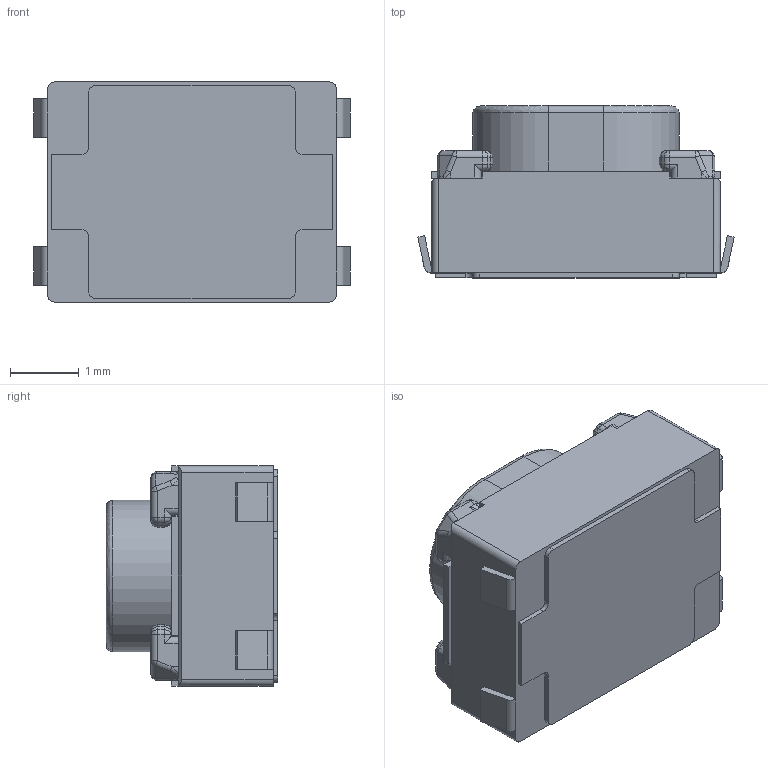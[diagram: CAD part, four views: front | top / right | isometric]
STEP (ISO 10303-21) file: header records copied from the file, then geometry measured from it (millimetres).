
FILE_DESCRIPTION(('CAx-IF Rec.Pracs.---Model Styling and Organization---1.5---2016-08-15','CAx-IF Rec.Pracs.---Geometric and Assembly Validation Properties---4.4---2016-08-17','CAx-IF Rec.Pracs.---User Defined Attributes---1.5---2016-08-15','CAx-IF Rec.Pracs.---External References---2.1---2005-01-19'),'2;1');
FILE_NAME('13010270.step','2024-12-12T09:06:38',('Unspecified'),('Unspecified'),'CAD Exchanger 3.10.2 (cadexchanger.com)','Unspecified','');
FILE_SCHEMA(('AUTOMOTIVE_DESIGN { 1 0 10303 214 1 1 1 1 }'));
Length unit declared in the file: millimetre
Products named in the file (1): SKRPAB
Bounding box: 4.6 x 2.5 x 3.2 mm (x, y, z)
Volume: 26.3 mm3; surface area: 66.1 mm2
Topology: 1 solids, 1 shells, 301 faces, 764 edges, 436 vertices
Faces by surface type: cylinder 134, plane 109, bspline 58
Entity records: 9379 total; most frequent: CARTESIAN_POINT 2454, ORIENTED_EDGE 1472, DIRECTION 1442, EDGE_CURVE 736, AXIS2_PLACEMENT_3D 504, VERTEX_POINT 436, LINE 434, VECTOR 434
